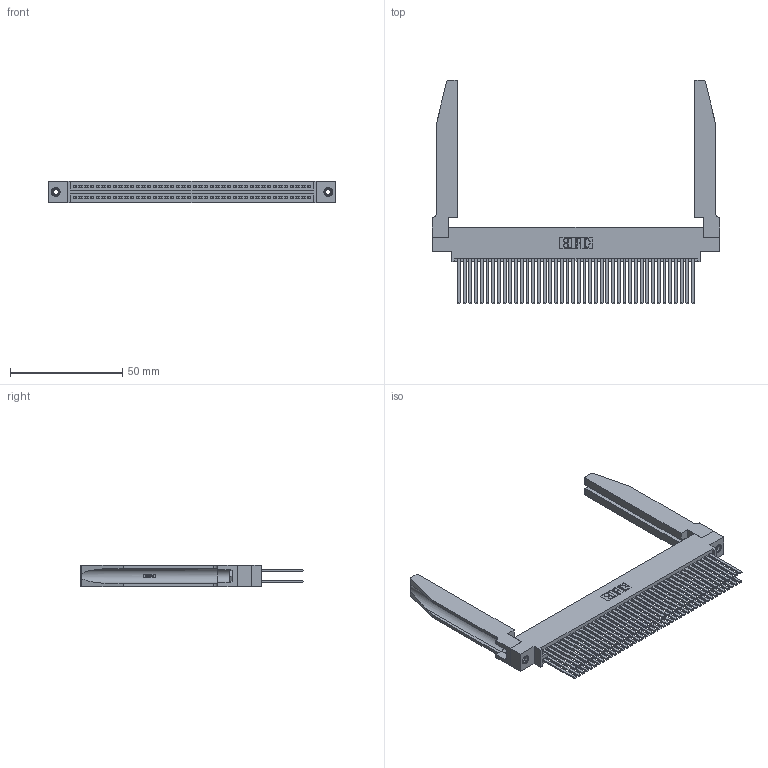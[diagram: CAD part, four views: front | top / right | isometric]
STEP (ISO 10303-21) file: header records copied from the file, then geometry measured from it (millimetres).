
FILE_DESCRIPTION (( 'STEP AP203' ), '1' );
FILE_NAME ('395-084-544-878.STEP', '2019-10-25T10:00:49', ( '' ), ( '' ), 'SwSTEP 2.0', 'SolidWorks 2016', '' );
FILE_SCHEMA (( 'CONFIG_CONTROL_DESIGN' ));
Length unit declared in the file: inch
Products named in the file (5): 345-250-001_345-250-001-102; 345-220-078_345-220-078; 395-084-544-878; 345 Part_0.170 Offset - 0.156 Dia-TH; 345-292-001_345-293-144
Assembly tree (89 placements, depth 2):
  395-084-544-878
    345 Part_0.170 Offset - 0.156 Dia-TH
    345-292-001_345-293-144  x84
    345-250-001_345-250-001-102  x2
    345-220-078_345-220-078  x2
Bounding box: 127.91 x 99.24 x 9.4 mm (x, y, z)
Volume: 21260.3 mm3; surface area: 30373.4 mm2
Topology: 89 solids, 89 shells, 4060 faces, 11965 edges, 7854 vertices
Faces by surface type: plane 2662, cylinder 1346, bspline 36, cone 12, torus 4
Entity records: 37642 total; most frequent: CARTESIAN_POINT 7227, ORIENTED_EDGE 6058, DIRECTION 5363, EDGE_CURVE 3029, LINE 2639, VECTOR 2639, VERTEX_POINT 2012, AXIS2_PLACEMENT_3D 1362
